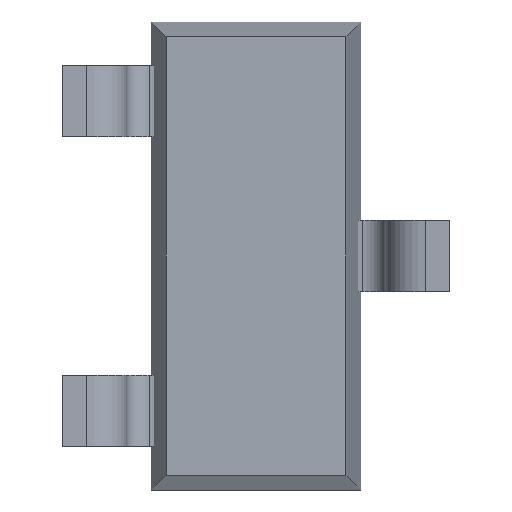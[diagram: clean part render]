
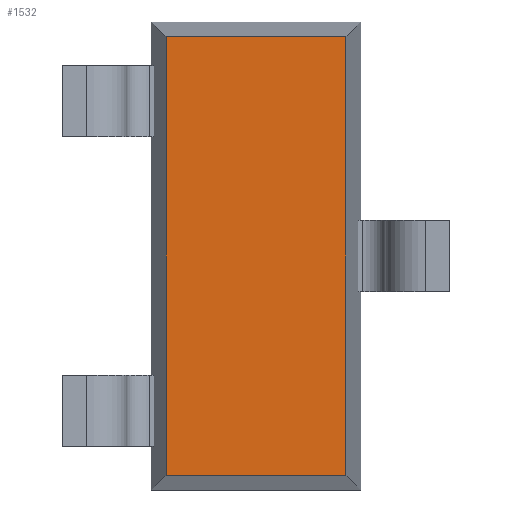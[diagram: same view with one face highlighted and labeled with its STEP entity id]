
A CAD part, front view. The second image highlights one B-rep face of the part: STEP entity #1532.
In plain terms, the highlighted planar face has unit normal (0, -1, 0).
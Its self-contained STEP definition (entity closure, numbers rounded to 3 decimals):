
#10 = CARTESIAN_POINT ( 'NONE',  ( 0.557, 0.1, -1.357 ) ) ;
#30 = EDGE_CURVE ( 'NONE', #1033, #1248, #195, .T. ) ;
#33 = DIRECTION ( 'NONE',  ( 0., -1., 0. ) ) ;
#73 = DIRECTION ( 'NONE',  ( 0., 0., -1. ) ) ;
#86 = EDGE_CURVE ( 'NONE', #1248, #1784, #1597, .T. ) ;
#107 = CARTESIAN_POINT ( 'NONE',  ( 0.557, 0.1, 1.357 ) ) ;
#145 = FACE_OUTER_BOUND ( 'NONE', #1046, .T. ) ;
#148 = EDGE_CURVE ( 'NONE', #1784, #632, #520, .T. ) ;
#156 = CARTESIAN_POINT ( 'NONE',  ( 0., 0.1, 0. ) ) ;
#195 = LINE ( 'NONE', #251, #1659 ) ;
#251 = CARTESIAN_POINT ( 'NONE',  ( -0.65, 0.1, -1.357 ) ) ;
#366 = CARTESIAN_POINT ( 'NONE',  ( -0.557, 0.1, -1.357 ) ) ;
#520 = LINE ( 'NONE', #542, #1293 ) ;
#522 = ORIENTED_EDGE ( 'NONE', *, *, #1414, .T. ) ;
#542 = CARTESIAN_POINT ( 'NONE',  ( 0.65, 0.1, 1.357 ) ) ;
#632 = VERTEX_POINT ( 'NONE', #1666 ) ;
#783 = DIRECTION ( 'NONE',  ( 1., 0., 0. ) ) ;
#817 = DIRECTION ( 'NONE',  ( -1., 0., 0. ) ) ;
#1003 = AXIS2_PLACEMENT_3D ( 'NONE', #156, #33, #1302 ) ;
#1033 = VERTEX_POINT ( 'NONE', #366 ) ;
#1046 = EDGE_LOOP ( 'NONE', ( #522, #1070, #1705, #1479 ) ) ;
#1070 = ORIENTED_EDGE ( 'NONE', *, *, #30, .T. ) ;
#1171 = CARTESIAN_POINT ( 'NONE',  ( -0.557, 0.1, 1.45 ) ) ;
#1248 = VERTEX_POINT ( 'NONE', #10 ) ;
#1257 = VECTOR ( 'NONE', #73, 1000. ) ;
#1258 = DIRECTION ( 'NONE',  ( 0., 0., 1. ) ) ;
#1293 = VECTOR ( 'NONE', #817, 1000. ) ;
#1302 = DIRECTION ( 'NONE',  ( 0., 0., -1. ) ) ;
#1414 = EDGE_CURVE ( 'NONE', #632, #1033, #1696, .T. ) ;
#1479 = ORIENTED_EDGE ( 'NONE', *, *, #148, .T. ) ;
#1532 = ADVANCED_FACE ( 'NONE', ( #145 ), #1707, .T. ) ;
#1552 = VECTOR ( 'NONE', #1258, 1000. ) ;
#1597 = LINE ( 'NONE', #1661, #1552 ) ;
#1659 = VECTOR ( 'NONE', #783, 1000. ) ;
#1661 = CARTESIAN_POINT ( 'NONE',  ( 0.557, 0.1, -1.45 ) ) ;
#1666 = CARTESIAN_POINT ( 'NONE',  ( -0.557, 0.1, 1.357 ) ) ;
#1696 = LINE ( 'NONE', #1171, #1257 ) ;
#1705 = ORIENTED_EDGE ( 'NONE', *, *, #86, .T. ) ;
#1707 = PLANE ( 'NONE',  #1003 ) ;
#1784 = VERTEX_POINT ( 'NONE', #107 ) ;
